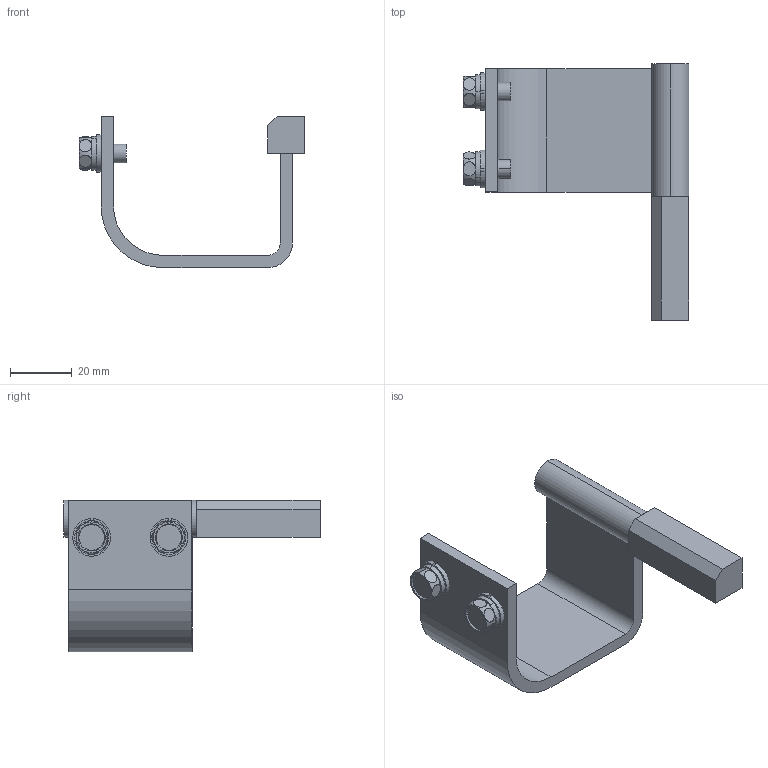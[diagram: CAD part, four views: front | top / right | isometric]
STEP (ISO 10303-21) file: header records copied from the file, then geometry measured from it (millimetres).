
FILE_DESCRIPTION (( 'STEP AP203' ), '1' );
FILE_NAME ('B-309-1.STEP', '2009-03-04T06:33:00', ( ' ' ), ( ' ' ), 'SwSTEP 2.0', 'SolidWorks 2007', '' );
FILE_SCHEMA (( 'CONFIG_CONTROL_DESIGN' ));
Length unit declared in the file: millimetre
Products named in the file (6): B-309榋妏儃儖僩M6_M6亊12; 平ワッシャーM6小型丸_M6小形-JIS B 1256; B-309僺儞__棉太倌; B-309-1; B-309僸儞僕A__棉太倌; スプリングワッシャーM6_JIS B 1251 No.2 6
Assembly tree (8 placements, depth 2):
  B-309-1
    平ワッシャーM6小型丸_M6小形-JIS B 1256  x2
    B-309榋妏儃儖僩M6_M6亊12  x2
    スプリングワッシャーM6_JIS B 1251 No.2 6  x2
    B-309僸儞僕A__棉太倌
    B-309僺儞__棉太倌
Bounding box: 73.1 x 83 x 49 mm (x, y, z)
Volume: 32684.3 mm3; surface area: 19476.5 mm2
Topology: 8 solids, 8 shells, 99 faces, 208 edges, 130 vertices
Faces by surface type: plane 51, cylinder 30, torus 12, cone 6
Entity records: 2912 total; most frequent: CARTESIAN_POINT 656, DIRECTION 358, ORIENTED_EDGE 296, EDGE_CURVE 148, AXIS2_PLACEMENT_3D 144, VERTEX_POINT 94, EDGE_LOOP 78, VECTOR 70
